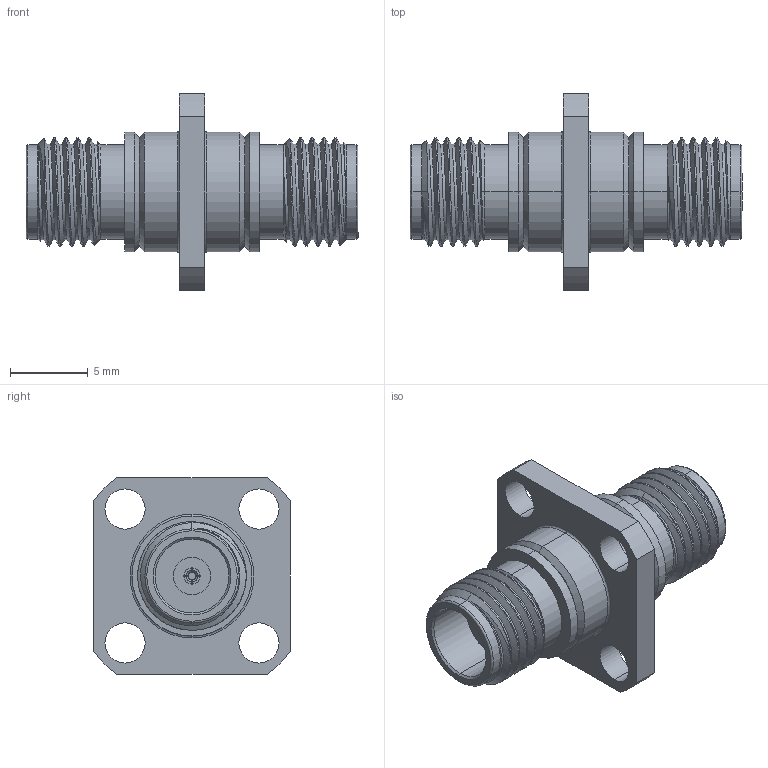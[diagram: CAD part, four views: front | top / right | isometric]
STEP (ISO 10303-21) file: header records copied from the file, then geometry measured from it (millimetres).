
FILE_DESCRIPTION (( 'STEP AP203' ), '1' );
FILE_NAME ('SM3017.step', '2018-05-10T16:13:58', ( '' ), ( '' ), 'SwSTEP 2.0', 'SolidWorks 2017', '' );
FILE_SCHEMA (( 'CONFIG_CONTROL_DESIGN' ));
Length unit declared in the file: inch
Products named in the file (1): SM3017
Bounding box: 21.41 x 12.7 x 12.7 mm (x, y, z)
Volume: 824.2 mm3; surface area: 1096.8 mm2
Topology: 1 solids, 1 shells, 154 faces, 394 edges, 252 vertices
Faces by surface type: cylinder 62, plane 48, cone 30, torus 8, bspline 6
Entity records: 8465 total; most frequent: CARTESIAN_POINT 4699, ORIENTED_EDGE 788, DIRECTION 768, EDGE_CURVE 394, AXIS2_PLACEMENT_3D 305, VERTEX_POINT 252, EDGE_LOOP 172, VECTOR 158
